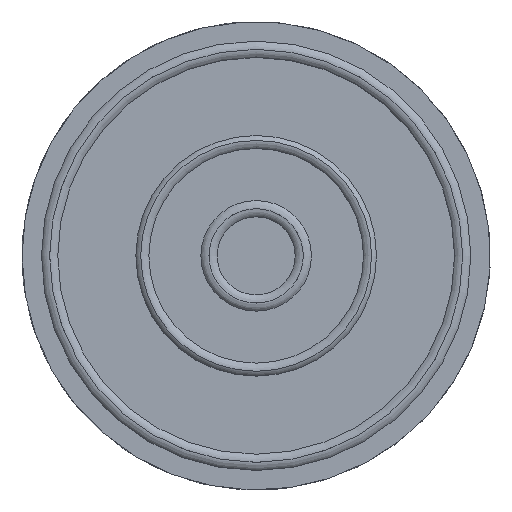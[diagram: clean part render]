
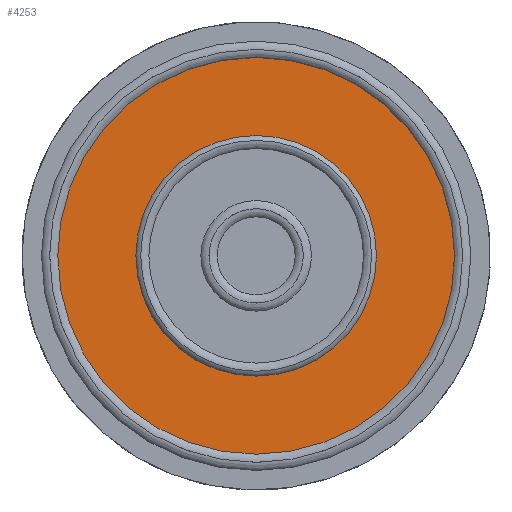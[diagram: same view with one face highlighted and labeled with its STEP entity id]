
A CAD part, front view. The second image highlights one B-rep face of the part: STEP entity #4253.
In plain terms, the highlighted planar face has unit normal (0, -1, 0).
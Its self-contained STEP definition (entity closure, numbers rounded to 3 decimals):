
#1083=PLANE('',#4518);
#1122=FACE_BOUND('',#1402,.T.);
#1142=FACE_OUTER_BOUND('',#1401,.T.);
#1401=EDGE_LOOP('',(#2858));
#1402=EDGE_LOOP('',(#2859));
#1651=CIRCLE('',#4506,9.25);
#1654=CIRCLE('',#4511,15.25);
#1668=VERTEX_POINT('',#4868);
#1671=VERTEX_POINT('',#4876);
#2141=EDGE_CURVE('',#1668,#1668,#1651,.T.);
#2144=EDGE_CURVE('',#1671,#1671,#1654,.T.);
#2858=ORIENTED_EDGE('',*,*,#2144,.F.);
#2859=ORIENTED_EDGE('',*,*,#2141,.F.);
#4253=ADVANCED_FACE('',(#1142,#1122),#1083,.F.);
#4506=AXIS2_PLACEMENT_3D('',#4869,#4585,#4586);
#4511=AXIS2_PLACEMENT_3D('',#4877,#4595,#4596);
#4518=AXIS2_PLACEMENT_3D('',#4887,#4609,#4610);
#4585=DIRECTION('center_axis',(0.,-1.,0.));
#4586=DIRECTION('ref_axis',(-1.,0.,0.));
#4595=DIRECTION('center_axis',(0.,1.,0.));
#4596=DIRECTION('ref_axis',(-1.,0.,0.));
#4609=DIRECTION('center_axis',(0.,1.,0.));
#4610=DIRECTION('ref_axis',(0.,0.,1.));
#4868=CARTESIAN_POINT('',(-9.25,0.3,0.));
#4869=CARTESIAN_POINT('Origin',(0.,0.3,0.));
#4876=CARTESIAN_POINT('',(-15.25,0.3,0.));
#4877=CARTESIAN_POINT('Origin',(0.,0.3,0.));
#4887=CARTESIAN_POINT('Origin',(0.,0.3,0.));
